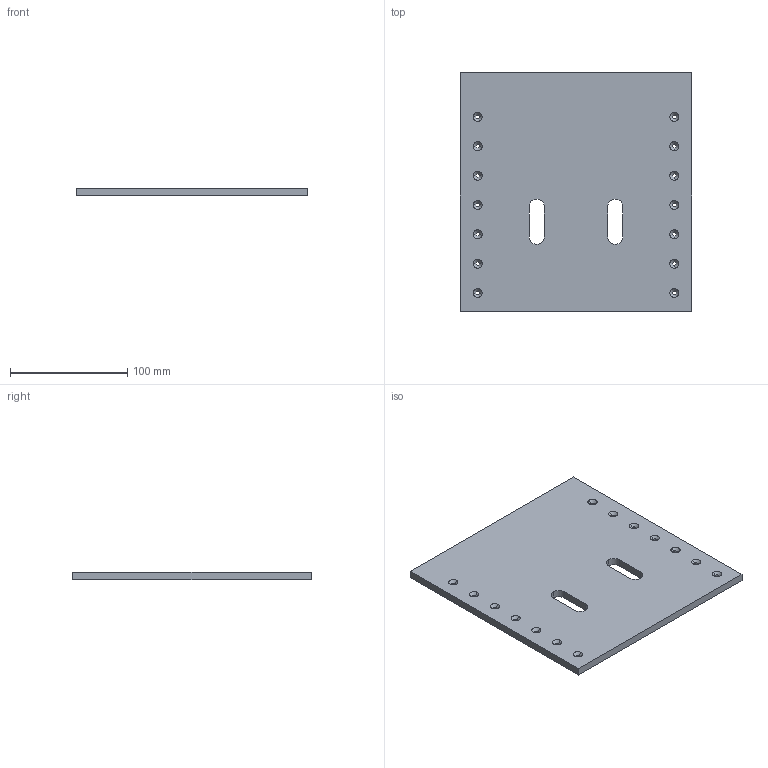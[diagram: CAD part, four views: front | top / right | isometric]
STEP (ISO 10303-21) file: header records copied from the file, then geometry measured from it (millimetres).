
FILE_DESCRIPTION (( 'STEP AP214' ), '1' );
FILE_NAME ('Stainless_steel_faceplate^Cage_model.STEP', '2023-06-20T15:24:37', ( '' ), ( '' ), 'SwSTEP 2.0', 'SolidWorks 2022', '' );
FILE_SCHEMA (( 'AUTOMOTIVE_DESIGN' ));
Length unit declared in the file: inch
Products named in the file (1): Stainless_steel_faceplate^Cage_model
Bounding box: 196.85 x 203.2 x 6.6 mm (x, y, z)
Volume: 256663.9 mm3; surface area: 85268.5 mm2
Topology: 1 solids, 1 shells, 72 faces, 182 edges, 112 vertices
Faces by surface type: cylinder 34, cone 28, plane 10
Entity records: 2282 total; most frequent: DIRECTION 424, CARTESIAN_POINT 367, ORIENTED_EDGE 364, EDGE_CURVE 182, AXIS2_PLACEMENT_3D 169, VERTEX_POINT 112, EDGE_LOOP 104, CIRCLE 96
